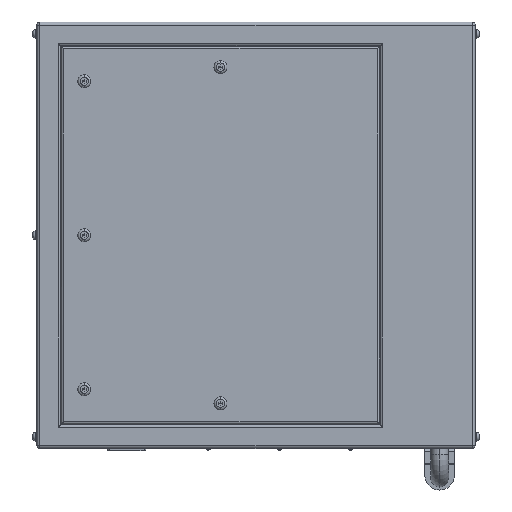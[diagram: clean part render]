
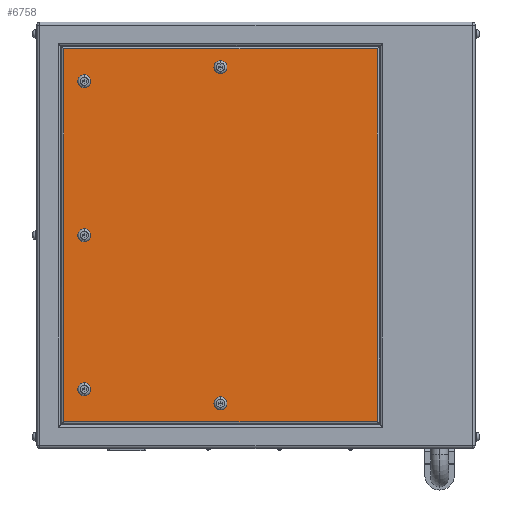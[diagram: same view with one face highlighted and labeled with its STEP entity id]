
A CAD part, left-side view. The second image highlights one B-rep face of the part: STEP entity #6758.
In plain terms, the highlighted planar face has unit normal (-1, 0, 0).
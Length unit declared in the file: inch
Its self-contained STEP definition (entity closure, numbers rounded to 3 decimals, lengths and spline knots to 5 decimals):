
#143 = EDGE_LOOP ( 'NONE', ( #10004, #21612, #9974, #12104 ) ) ;
#150 = DIRECTION ( 'NONE',  ( 1., 0., 0. ) ) ;
#198 = EDGE_CURVE ( 'NONE', #18355, #9459, #17490, .T. ) ;
#361 = CARTESIAN_POINT ( 'NONE',  ( -10., 14.5, 12.45 ) ) ;
#506 = LINE ( 'NONE', #18423, #7981 ) ;
#555 = DIRECTION ( 'NONE',  ( 0., 0., -1. ) ) ;
#837 = EDGE_CURVE ( 'NONE', #17118, #7462, #19964, .T. ) ;
#842 = DIRECTION ( 'NONE',  ( 1., 0., 0. ) ) ;
#1532 = CIRCLE ( 'NONE', #12755, 0.55 ) ;
#2160 = DIRECTION ( 'NONE',  ( 1., 0., 0. ) ) ;
#2271 = DIRECTION ( 'NONE',  ( 1., 0., 0. ) ) ;
#2670 = VERTEX_POINT ( 'NONE', #20717 ) ;
#3057 = CARTESIAN_POINT ( 'NONE',  ( -10., 3., 14.19 ) ) ;
#3212 = CARTESIAN_POINT ( 'NONE',  ( -10., 18.5, 15.74 ) ) ;
#3254 = EDGE_CURVE ( 'NONE', #7585, #3705, #1532, .T. ) ;
#3255 = DIRECTION ( 'NONE',  ( 1., 0., 0. ) ) ;
#3531 = LINE ( 'NONE', #16014, #13209 ) ;
#3632 = FACE_BOUND ( 'NONE', #15477, .T. ) ;
#3705 = VERTEX_POINT ( 'NONE', #13901 ) ;
#3727 = EDGE_LOOP ( 'NONE', ( #12786, #11354 ) ) ;
#4445 = CIRCLE ( 'NONE', #17518, 0.55 ) ;
#4958 = VERTEX_POINT ( 'NONE', #20997 ) ;
#5010 = DIRECTION ( 'NONE',  ( 1., 0., 0. ) ) ;
#5161 = CIRCLE ( 'NONE', #15513, 0.55 ) ;
#5230 = CARTESIAN_POINT ( 'NONE',  ( -10., 3., -14.74 ) ) ;
#5245 = EDGE_CURVE ( 'NONE', #6680, #5428, #11497, .T. ) ;
#5428 = VERTEX_POINT ( 'NONE', #20666 ) ;
#5519 = FACE_BOUND ( 'NONE', #15461, .T. ) ;
#5659 = VERTEX_POINT ( 'NONE', #14106 ) ;
#5859 = FACE_BOUND ( 'NONE', #10060, .T. ) ;
#6575 = CARTESIAN_POINT ( 'NONE',  ( -10., 3., -14.19 ) ) ;
#6639 = CARTESIAN_POINT ( 'NONE',  ( -10., 18.5, -18. ) ) ;
#6680 = VERTEX_POINT ( 'NONE', #16110 ) ;
#6758 = ADVANCED_FACE ( 'NONE', ( #3632, #5859, #5519, #9370, #16469, #12534 ), #19535, .F. ) ;
#7110 = CIRCLE ( 'NONE', #20497, 0.55 ) ;
#7462 = VERTEX_POINT ( 'NONE', #14147 ) ;
#7585 = VERTEX_POINT ( 'NONE', #19298 ) ;
#7730 = DIRECTION ( 'NONE',  ( 1., 0., 0. ) ) ;
#7981 = VECTOR ( 'NONE', #20049, 39.37008 ) ;
#8180 = CARTESIAN_POINT ( 'NONE',  ( -10., 14.5, 0. ) ) ;
#8201 = CARTESIAN_POINT ( 'NONE',  ( -10., 3., -14.19 ) ) ;
#8367 = EDGE_CURVE ( 'NONE', #13969, #21657, #3531, .T. ) ;
#8528 = AXIS2_PLACEMENT_3D ( 'NONE', #8180, #17155, #13638 ) ;
#8539 = ORIENTED_EDGE ( 'NONE', *, *, #20609, .T. ) ;
#8934 = EDGE_CURVE ( 'NONE', #5428, #13969, #506, .T. ) ;
#9076 = EDGE_LOOP ( 'NONE', ( #15508, #10912 ) ) ;
#9311 = DIRECTION ( 'NONE',  ( 0., 0., 1. ) ) ;
#9370 = FACE_BOUND ( 'NONE', #3727, .T. ) ;
#9419 = DIRECTION ( 'NONE',  ( 0., 0., -1. ) ) ;
#9459 = VERTEX_POINT ( 'NONE', #13646 ) ;
#9974 = ORIENTED_EDGE ( 'NONE', *, *, #5245, .T. ) ;
#10004 = ORIENTED_EDGE ( 'NONE', *, *, #8367, .T. ) ;
#10060 = EDGE_LOOP ( 'NONE', ( #19791, #21279 ) ) ;
#10110 = EDGE_CURVE ( 'NONE', #3705, #7585, #4445, .T. ) ;
#10334 = DIRECTION ( 'NONE',  ( 0., 1., 0. ) ) ;
#10338 = AXIS2_PLACEMENT_3D ( 'NONE', #10379, #3255, #10731 ) ;
#10379 = CARTESIAN_POINT ( 'NONE',  ( -10., 14.5, -13. ) ) ;
#10731 = DIRECTION ( 'NONE',  ( 0., 0., -1. ) ) ;
#10912 = ORIENTED_EDGE ( 'NONE', *, *, #15900, .T. ) ;
#11321 = DIRECTION ( 'NONE',  ( 0., 0., -1. ) ) ;
#11354 = ORIENTED_EDGE ( 'NONE', *, *, #19999, .T. ) ;
#11380 = AXIS2_PLACEMENT_3D ( 'NONE', #14299, #150, #14413 ) ;
#11497 = LINE ( 'NONE', #3212, #12195 ) ;
#11881 = CIRCLE ( 'NONE', #16716, 0.55 ) ;
#12104 = ORIENTED_EDGE ( 'NONE', *, *, #8934, .T. ) ;
#12195 = VECTOR ( 'NONE', #10334, 39.37008 ) ;
#12289 = AXIS2_PLACEMENT_3D ( 'NONE', #18302, #2271, #9419 ) ;
#12311 = DIRECTION ( 'NONE',  ( 0., 0., -1. ) ) ;
#12534 = FACE_OUTER_BOUND ( 'NONE', #143, .T. ) ;
#12736 = AXIS2_PLACEMENT_3D ( 'NONE', #6575, #2160, #9311 ) ;
#12755 = AXIS2_PLACEMENT_3D ( 'NONE', #13575, #842, #16977 ) ;
#12786 = ORIENTED_EDGE ( 'NONE', *, *, #198, .T. ) ;
#12860 = LINE ( 'NONE', #18571, #16282 ) ;
#13209 = VECTOR ( 'NONE', #17561, 39.37008 ) ;
#13503 = DIRECTION ( 'NONE',  ( 1., 0., 0. ) ) ;
#13575 = CARTESIAN_POINT ( 'NONE',  ( -10., 3., 14.19 ) ) ;
#13638 = DIRECTION ( 'NONE',  ( 0., 0., -1. ) ) ;
#13646 = CARTESIAN_POINT ( 'NONE',  ( -10., 14.5, 0.55 ) ) ;
#13901 = CARTESIAN_POINT ( 'NONE',  ( -10., 3., 13.64 ) ) ;
#13969 = VERTEX_POINT ( 'NONE', #17951 ) ;
#14106 = CARTESIAN_POINT ( 'NONE',  ( -10., 3., -13.64 ) ) ;
#14147 = CARTESIAN_POINT ( 'NONE',  ( -10., 14.5, 13.55 ) ) ;
#14299 = CARTESIAN_POINT ( 'NONE',  ( -10., 14.5, 13. ) ) ;
#14413 = DIRECTION ( 'NONE',  ( 0., 0., -1. ) ) ;
#14845 = CIRCLE ( 'NONE', #8528, 0.55 ) ;
#15461 = EDGE_LOOP ( 'NONE', ( #18953, #19158 ) ) ;
#15477 = EDGE_LOOP ( 'NONE', ( #8539, #15490 ) ) ;
#15490 = ORIENTED_EDGE ( 'NONE', *, *, #18165, .T. ) ;
#15508 = ORIENTED_EDGE ( 'NONE', *, *, #837, .T. ) ;
#15513 = AXIS2_PLACEMENT_3D ( 'NONE', #15843, #5010, #21246 ) ;
#15843 = CARTESIAN_POINT ( 'NONE',  ( -10., 14.5, 13. ) ) ;
#15900 = EDGE_CURVE ( 'NONE', #7462, #17118, #5161, .T. ) ;
#15915 = CIRCLE ( 'NONE', #10338, 0.55 ) ;
#16014 = CARTESIAN_POINT ( 'NONE',  ( -10., 18.5, -15.74 ) ) ;
#16110 = CARTESIAN_POINT ( 'NONE',  ( -10., -10.24, 15.74 ) ) ;
#16282 = VECTOR ( 'NONE', #19979, 39.37008 ) ;
#16469 = FACE_BOUND ( 'NONE', #9076, .T. ) ;
#16716 = AXIS2_PLACEMENT_3D ( 'NONE', #21843, #7730, #11321 ) ;
#16977 = DIRECTION ( 'NONE',  ( 0., 0., -1. ) ) ;
#17118 = VERTEX_POINT ( 'NONE', #361 ) ;
#17123 = AXIS2_PLACEMENT_3D ( 'NONE', #6639, #13503, #555 ) ;
#17155 = DIRECTION ( 'NONE',  ( 1., 0., 0. ) ) ;
#17490 = CIRCLE ( 'NONE', #12289, 0.55 ) ;
#17518 = AXIS2_PLACEMENT_3D ( 'NONE', #3057, #22562, #12311 ) ;
#17561 = DIRECTION ( 'NONE',  ( 0., -1., 0. ) ) ;
#17781 = CARTESIAN_POINT ( 'NONE',  ( -10., -10.24, -15.74 ) ) ;
#17951 = CARTESIAN_POINT ( 'NONE',  ( -10., 16.24, -15.74 ) ) ;
#18165 = EDGE_CURVE ( 'NONE', #5659, #18633, #22791, .T. ) ;
#18302 = CARTESIAN_POINT ( 'NONE',  ( -10., 14.5, 0. ) ) ;
#18355 = VERTEX_POINT ( 'NONE', #21272 ) ;
#18423 = CARTESIAN_POINT ( 'NONE',  ( -10., 16.24, -18. ) ) ;
#18571 = CARTESIAN_POINT ( 'NONE',  ( -10., -10.24, -18. ) ) ;
#18633 = VERTEX_POINT ( 'NONE', #5230 ) ;
#18721 = DIRECTION ( 'NONE',  ( 0., 0., 1. ) ) ;
#18953 = ORIENTED_EDGE ( 'NONE', *, *, #19348, .T. ) ;
#19158 = ORIENTED_EDGE ( 'NONE', *, *, #19930, .T. ) ;
#19166 = EDGE_CURVE ( 'NONE', #21657, #6680, #12860, .T. ) ;
#19298 = CARTESIAN_POINT ( 'NONE',  ( -10., 3., 14.74 ) ) ;
#19348 = EDGE_CURVE ( 'NONE', #4958, #2670, #15915, .T. ) ;
#19535 = PLANE ( 'NONE',  #17123 ) ;
#19791 = ORIENTED_EDGE ( 'NONE', *, *, #10110, .T. ) ;
#19930 = EDGE_CURVE ( 'NONE', #2670, #4958, #11881, .T. ) ;
#19964 = CIRCLE ( 'NONE', #11380, 0.55 ) ;
#19979 = DIRECTION ( 'NONE',  ( 0., 0., 1. ) ) ;
#19999 = EDGE_CURVE ( 'NONE', #9459, #18355, #14845, .T. ) ;
#20049 = DIRECTION ( 'NONE',  ( 0., 0., -1. ) ) ;
#20497 = AXIS2_PLACEMENT_3D ( 'NONE', #8201, #20796, #18721 ) ;
#20609 = EDGE_CURVE ( 'NONE', #18633, #5659, #7110, .T. ) ;
#20666 = CARTESIAN_POINT ( 'NONE',  ( -10., 16.24, 15.74 ) ) ;
#20717 = CARTESIAN_POINT ( 'NONE',  ( -10., 14.5, -12.45 ) ) ;
#20796 = DIRECTION ( 'NONE',  ( 1., 0., 0. ) ) ;
#20997 = CARTESIAN_POINT ( 'NONE',  ( -10., 14.5, -13.55 ) ) ;
#21246 = DIRECTION ( 'NONE',  ( 0., 0., -1. ) ) ;
#21272 = CARTESIAN_POINT ( 'NONE',  ( -10., 14.5, -0.55 ) ) ;
#21279 = ORIENTED_EDGE ( 'NONE', *, *, #3254, .T. ) ;
#21612 = ORIENTED_EDGE ( 'NONE', *, *, #19166, .T. ) ;
#21657 = VERTEX_POINT ( 'NONE', #17781 ) ;
#21843 = CARTESIAN_POINT ( 'NONE',  ( -10., 14.5, -13. ) ) ;
#22562 = DIRECTION ( 'NONE',  ( 1., 0., 0. ) ) ;
#22791 = CIRCLE ( 'NONE', #12736, 0.55 ) ;
